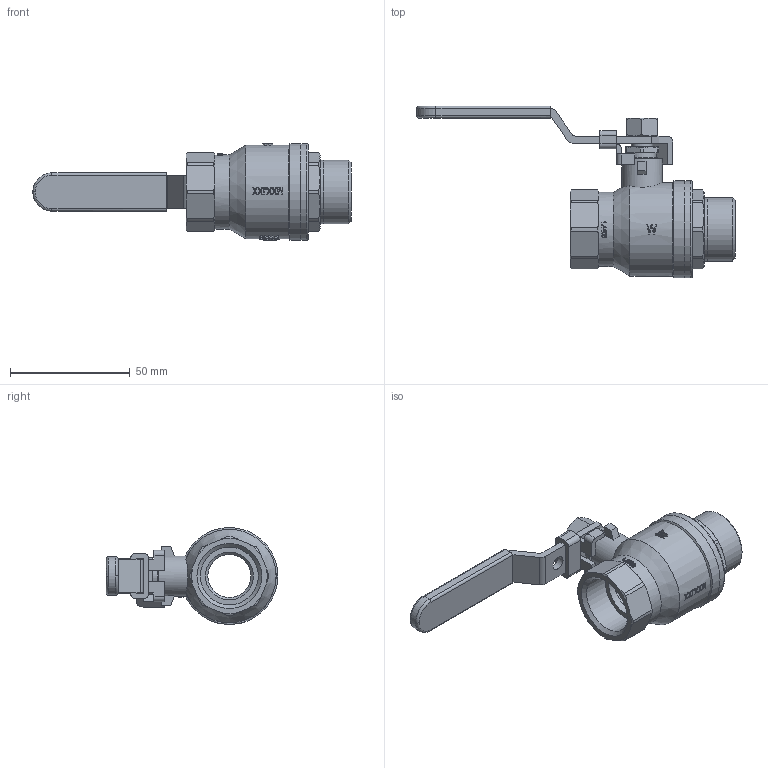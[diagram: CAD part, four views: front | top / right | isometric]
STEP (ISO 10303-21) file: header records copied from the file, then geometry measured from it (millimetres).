
FILE_DESCRIPTION(/* description */ ('Unknown','CAx-IF Rec.Pracs.---Representation and Presentation of Product Manufacturing Information (PMI)---4.0---2014-10-13','CAx-IF Rec.Pracs.---3D Tessellated Geometry---0.4---2014-09-14','2;1'),/* implementation_level */ '2;1');
FILE_NAME(/* name */ '9361-05',/* time_stamp */ '2024-02-19T09:59:41+01:00',/* author */ ('Unknown'),/* organization */ ('Unknown'),/* preprocessor_version */ 'ST-DEVELOPER v18.102',/* originating_system */ 'Solid Edge',/* authorisation */ 'Unknown');
FILE_SCHEMA (('MODEL_BASED_INTEGRATED_MANUFACTURING_SCHEMA','AP242_MANAGED_MODEL_BASED_3D_ENGINEERING_MIM_LF { 1 0 10303 442 1 1 4 }'));
Length unit declared in the file: millimetre
Products named in the file (17): 9361-05; KH_oa_0; Stopfbuchse__1_2_-_3_4; Einschraubteil; Spindeldichtung__1_2_-_3_4; Dichtung_Eischraubteil-Kvrper__3_4; Kvrper; Spindel-Zusammanbau__3_4_oa_1; Spindel__3_4g; Edelstahlgriff-1_4-3_4; Stahlgriff-n; Stahlgriff-u; schloss; 600-1_2-Mutter.2
Assembly tree (16 placements, depth 4):
  9361-05
    KH_oa_0
      Stopfbuchse__1_2_-_3_4
      Einschraubteil
      Spindeldichtung__1_2_-_3_4
      Dichtung_Eischraubteil-Kvrper__3_4
      Kvrper
      Spindel-Zusammanbau__3_4_oa_1
        Spindel__3_4g
    Edelstahlgriff-1_4-3_4
      Stahlgriff-n
        Stahlgriff-n
      Stahlgriff-u
        Stahlgriff-u
      schloss
        schloss
    600-1_2-Mutter.2
Bounding box: 133 x 71.75 x 40.5 mm (x, y, z)
Volume: 40185.4 mm3; surface area: 32860 mm2
Topology: 10 solids, 10 shells, 977 faces, 2673 edges, 1769 vertices
Faces by surface type: plane 793, cylinder 115, cone 63, bspline 4, torus 1, sphere 1
Full cylindrical faces by diameter (mm): 6 x1, 6.75 x1, 9 x3, 9.3 x1, 11 x1, 12 x2, 12.4 x1, 12.5 x1, 14 x1, 17 x1, 18 x1, 20 x2, 24.117 x1, 26.441 x1, 26.444 x1, 27 x2, 31 x1, 32.5 x1, 34 x2, 35 x1, 37 x1, 37.2 x1, 39 x1, 40.5 x2
Entity records: 37873 total; most frequent: CARTESIAN_POINT 6414, DIRECTION 5711, ORIENTED_EDGE 5176, EDGE_CURVE 2588, AXIS2_PLACEMENT_3D 2225, VERTEX_POINT 1738, LINE 1261, VECTOR 1261
